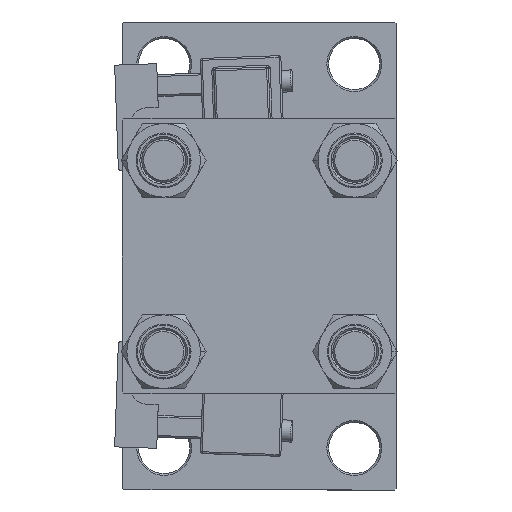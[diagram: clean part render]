
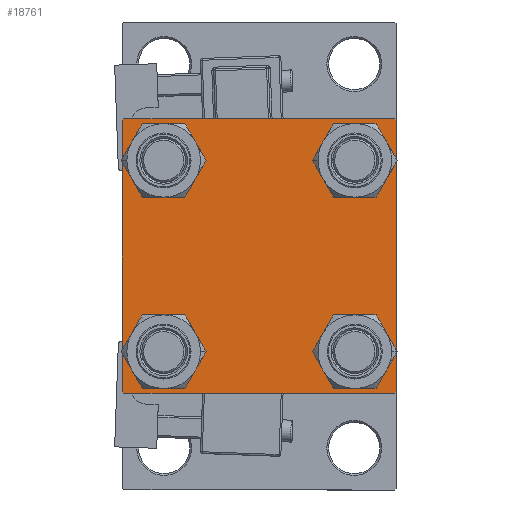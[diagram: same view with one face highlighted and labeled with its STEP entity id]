
A CAD part, left-side view. The second image highlights one B-rep face of the part: STEP entity #18761.
In plain terms, the highlighted planar face has unit normal (-1, 0, 0).
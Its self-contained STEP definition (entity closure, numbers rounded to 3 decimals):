
#49 = CIRCLE ( 'NONE', #34832, 6.5 ) ;
#67 = CARTESIAN_POINT ( 'NONE',  ( 0., 37.5, 37.5 ) ) ;
#168 = VERTEX_POINT ( 'NONE', #33763 ) ;
#477 = CIRCLE ( 'NONE', #26302, 6.5 ) ;
#1156 = AXIS2_PLACEMENT_3D ( 'NONE', #4116, #15986, #8152 ) ;
#1288 = DIRECTION ( 'NONE',  ( 0., 0., 1. ) ) ;
#1336 = LINE ( 'NONE', #9655, #28486 ) ;
#2503 = CARTESIAN_POINT ( 'NONE',  ( 0., 26.15, 19.65 ) ) ;
#2619 = EDGE_CURVE ( 'NONE', #46594, #168, #1336, .T. ) ;
#2669 = VERTEX_POINT ( 'NONE', #28345 ) ;
#3782 = VECTOR ( 'NONE', #45354, 1000. ) ;
#4116 = CARTESIAN_POINT ( 'NONE',  ( 0., -26.15, -26.15 ) ) ;
#4583 = DIRECTION ( 'NONE',  ( 0., 0., -1. ) ) ;
#4809 = CARTESIAN_POINT ( 'NONE',  ( 0., 37., 37.5 ) ) ;
#5974 = CIRCLE ( 'NONE', #30174, 6.5 ) ;
#6087 = DIRECTION ( 'NONE',  ( -1., 0., 0. ) ) ;
#6812 = VERTEX_POINT ( 'NONE', #25220 ) ;
#6971 = EDGE_LOOP ( 'NONE', ( #47442, #41554 ) ) ;
#7166 = LINE ( 'NONE', #26582, #43152 ) ;
#7203 = EDGE_CURVE ( 'NONE', #10522, #2669, #24524, .T. ) ;
#7342 = CARTESIAN_POINT ( 'NONE',  ( 0., 37.5, -37.5 ) ) ;
#7619 = EDGE_CURVE ( 'NONE', #41439, #34077, #39028, .T. ) ;
#8152 = DIRECTION ( 'NONE',  ( 0., 0., 1. ) ) ;
#8284 = DIRECTION ( 'NONE',  ( 0., 0., 1. ) ) ;
#8880 = ORIENTED_EDGE ( 'NONE', *, *, #43137, .T. ) ;
#9118 = PLANE ( 'NONE',  #26755 ) ;
#9371 = VECTOR ( 'NONE', #13123, 1000. ) ;
#9589 = LINE ( 'NONE', #18174, #9371 ) ;
#9655 = CARTESIAN_POINT ( 'NONE',  ( 0., 37.25, 37.25 ) ) ;
#9804 = VERTEX_POINT ( 'NONE', #12335 ) ;
#9837 = CARTESIAN_POINT ( 'NONE',  ( 0., 37., -37.5 ) ) ;
#10096 = CARTESIAN_POINT ( 'NONE',  ( 0., 26.15, 26.15 ) ) ;
#10522 = VERTEX_POINT ( 'NONE', #12973 ) ;
#10922 = VERTEX_POINT ( 'NONE', #15100 ) ;
#11433 = DIRECTION ( 'NONE',  ( 1., 0., 0. ) ) ;
#11656 = CARTESIAN_POINT ( 'NONE',  ( 0., 37.5, 37.5 ) ) ;
#12246 = ORIENTED_EDGE ( 'NONE', *, *, #46469, .T. ) ;
#12326 = CARTESIAN_POINT ( 'NONE',  ( 0., 26.15, -26.15 ) ) ;
#12335 = CARTESIAN_POINT ( 'NONE',  ( 0., -37., 37.5 ) ) ;
#12914 = VERTEX_POINT ( 'NONE', #9837 ) ;
#12973 = CARTESIAN_POINT ( 'NONE',  ( 0., 26.15, -32.65 ) ) ;
#13123 = DIRECTION ( 'NONE',  ( 0., 0.707, 0.707 ) ) ;
#13378 = EDGE_CURVE ( 'NONE', #25994, #44462, #46271, .T. ) ;
#13897 = DIRECTION ( 'NONE',  ( 0., 0., 1. ) ) ;
#14750 = LINE ( 'NONE', #67, #44636 ) ;
#15100 = CARTESIAN_POINT ( 'NONE',  ( 0., -37.5, 37. ) ) ;
#15559 = ORIENTED_EDGE ( 'NONE', *, *, #30011, .T. ) ;
#15986 = DIRECTION ( 'NONE',  ( 1., 0., 0. ) ) ;
#16371 = CIRCLE ( 'NONE', #42952, 6.5 ) ;
#16442 = FACE_BOUND ( 'NONE', #35361, .T. ) ;
#16465 = ORIENTED_EDGE ( 'NONE', *, *, #2619, .T. ) ;
#16891 = CARTESIAN_POINT ( 'NONE',  ( 0., -37., -37.5 ) ) ;
#17970 = EDGE_CURVE ( 'NONE', #2669, #10522, #49, .T. ) ;
#18174 = CARTESIAN_POINT ( 'NONE',  ( 0., -37.25, 37.25 ) ) ;
#18642 = ORIENTED_EDGE ( 'NONE', *, *, #32678, .T. ) ;
#18730 = CARTESIAN_POINT ( 'NONE',  ( 0., 26.15, 26.15 ) ) ;
#18761 = ADVANCED_FACE ( 'NONE', ( #16442, #32108, #47472, #28305, #43692 ), #9118, .T. ) ;
#19515 = CARTESIAN_POINT ( 'NONE',  ( 0., -26.15, -26.15 ) ) ;
#20230 = DIRECTION ( 'NONE',  ( 1., 0., 0. ) ) ;
#21064 = CARTESIAN_POINT ( 'NONE',  ( 0., -26.15, -32.65 ) ) ;
#21474 = DIRECTION ( 'NONE',  ( 0., 0., 1. ) ) ;
#21486 = AXIS2_PLACEMENT_3D ( 'NONE', #18730, #30828, #42672 ) ;
#21533 = ORIENTED_EDGE ( 'NONE', *, *, #13378, .T. ) ;
#21705 = VERTEX_POINT ( 'NONE', #46948 ) ;
#22250 = VECTOR ( 'NONE', #30644, 1000. ) ;
#23025 = LINE ( 'NONE', #11656, #41760 ) ;
#23325 = CARTESIAN_POINT ( 'NONE',  ( 0., -37.25, -37.25 ) ) ;
#23550 = CARTESIAN_POINT ( 'NONE',  ( 0., -37.5, 37.5 ) ) ;
#23906 = CARTESIAN_POINT ( 'NONE',  ( 0., -37.5, -37. ) ) ;
#24437 = CARTESIAN_POINT ( 'NONE',  ( 0., -26.15, -19.65 ) ) ;
#24523 = CARTESIAN_POINT ( 'NONE',  ( 0., 0., 0. ) ) ;
#24524 = CIRCLE ( 'NONE', #30206, 6.5 ) ;
#25220 = CARTESIAN_POINT ( 'NONE',  ( 0., 37.5, -37. ) ) ;
#25994 = VERTEX_POINT ( 'NONE', #16891 ) ;
#26302 = AXIS2_PLACEMENT_3D ( 'NONE', #10096, #33311, #29026 ) ;
#26582 = CARTESIAN_POINT ( 'NONE',  ( 0., 37.25, -37.25 ) ) ;
#26755 = AXIS2_PLACEMENT_3D ( 'NONE', #24523, #6087, #13897 ) ;
#27629 = EDGE_CURVE ( 'NONE', #6812, #12914, #7166, .T. ) ;
#27923 = AXIS2_PLACEMENT_3D ( 'NONE', #43687, #20230, #1288 ) ;
#28305 = FACE_BOUND ( 'NONE', #49895, .T. ) ;
#28345 = CARTESIAN_POINT ( 'NONE',  ( 0., 26.15, -19.65 ) ) ;
#28486 = VECTOR ( 'NONE', #48003, 1000. ) ;
#29026 = DIRECTION ( 'NONE',  ( 0., 0., 1. ) ) ;
#29972 = EDGE_LOOP ( 'NONE', ( #42160, #42092 ) ) ;
#30011 = EDGE_CURVE ( 'NONE', #47727, #41068, #32764, .T. ) ;
#30167 = DIRECTION ( 'NONE',  ( 0., -1., 0. ) ) ;
#30174 = AXIS2_PLACEMENT_3D ( 'NONE', #19515, #11433, #46985 ) ;
#30206 = AXIS2_PLACEMENT_3D ( 'NONE', #42786, #43043, #35724 ) ;
#30376 = ORIENTED_EDGE ( 'NONE', *, *, #32765, .T. ) ;
#30644 = DIRECTION ( 'NONE',  ( 0., 0., -1. ) ) ;
#30828 = DIRECTION ( 'NONE',  ( 1., 0., 0. ) ) ;
#31279 = CARTESIAN_POINT ( 'NONE',  ( 0., -26.15, 19.65 ) ) ;
#31783 = ORIENTED_EDGE ( 'NONE', *, *, #32317, .F. ) ;
#32108 = FACE_BOUND ( 'NONE', #29972, .T. ) ;
#32317 = EDGE_CURVE ( 'NONE', #10922, #44462, #45774, .T. ) ;
#32678 = EDGE_CURVE ( 'NONE', #41256, #21705, #477, .T. ) ;
#32764 = CIRCLE ( 'NONE', #27923, 6.5 ) ;
#32765 = EDGE_CURVE ( 'NONE', #10922, #9804, #9589, .T. ) ;
#33230 = EDGE_CURVE ( 'NONE', #21705, #41256, #47209, .T. ) ;
#33311 = DIRECTION ( 'NONE',  ( 1., 0., 0. ) ) ;
#33763 = CARTESIAN_POINT ( 'NONE',  ( 0., 37.5, 37. ) ) ;
#34077 = VERTEX_POINT ( 'NONE', #21064 ) ;
#34832 = AXIS2_PLACEMENT_3D ( 'NONE', #12326, #42859, #8284 ) ;
#35361 = EDGE_LOOP ( 'NONE', ( #8880, #15559 ) ) ;
#35700 = EDGE_LOOP ( 'NONE', ( #44377, #42179, #12246, #21533, #31783, #30376, #40311, #16465 ) ) ;
#35724 = DIRECTION ( 'NONE',  ( 0., 0., 1. ) ) ;
#36607 = CARTESIAN_POINT ( 'NONE',  ( 0., -26.15, 26.15 ) ) ;
#37111 = EDGE_CURVE ( 'NONE', #168, #6812, #23025, .T. ) ;
#39028 = CIRCLE ( 'NONE', #1156, 6.5 ) ;
#40311 = ORIENTED_EDGE ( 'NONE', *, *, #48397, .F. ) ;
#40636 = DIRECTION ( 'NONE',  ( 1., 0., 0. ) ) ;
#41068 = VERTEX_POINT ( 'NONE', #46194 ) ;
#41190 = LINE ( 'NONE', #7342, #47088 ) ;
#41256 = VERTEX_POINT ( 'NONE', #2503 ) ;
#41439 = VERTEX_POINT ( 'NONE', #24437 ) ;
#41554 = ORIENTED_EDGE ( 'NONE', *, *, #7203, .T. ) ;
#41697 = DIRECTION ( 'NONE',  ( 0., -1., 0. ) ) ;
#41760 = VECTOR ( 'NONE', #4583, 1000. ) ;
#41970 = ORIENTED_EDGE ( 'NONE', *, *, #33230, .T. ) ;
#42092 = ORIENTED_EDGE ( 'NONE', *, *, #45365, .T. ) ;
#42160 = ORIENTED_EDGE ( 'NONE', *, *, #7619, .T. ) ;
#42179 = ORIENTED_EDGE ( 'NONE', *, *, #27629, .T. ) ;
#42672 = DIRECTION ( 'NONE',  ( 0., 0., 1. ) ) ;
#42786 = CARTESIAN_POINT ( 'NONE',  ( 0., 26.15, -26.15 ) ) ;
#42859 = DIRECTION ( 'NONE',  ( 1., 0., 0. ) ) ;
#42952 = AXIS2_PLACEMENT_3D ( 'NONE', #36607, #40636, #21474 ) ;
#43043 = DIRECTION ( 'NONE',  ( 1., 0., 0. ) ) ;
#43137 = EDGE_CURVE ( 'NONE', #41068, #47727, #16371, .T. ) ;
#43152 = VECTOR ( 'NONE', #49774, 1000. ) ;
#43687 = CARTESIAN_POINT ( 'NONE',  ( 0., -26.15, 26.15 ) ) ;
#43692 = FACE_OUTER_BOUND ( 'NONE', #35700, .T. ) ;
#44377 = ORIENTED_EDGE ( 'NONE', *, *, #37111, .T. ) ;
#44462 = VERTEX_POINT ( 'NONE', #23906 ) ;
#44636 = VECTOR ( 'NONE', #30167, 1000. ) ;
#45354 = DIRECTION ( 'NONE',  ( 0., -0.707, 0.707 ) ) ;
#45365 = EDGE_CURVE ( 'NONE', #34077, #41439, #5974, .T. ) ;
#45774 = LINE ( 'NONE', #23550, #22250 ) ;
#46194 = CARTESIAN_POINT ( 'NONE',  ( 0., -26.15, 32.65 ) ) ;
#46271 = LINE ( 'NONE', #23325, #3782 ) ;
#46469 = EDGE_CURVE ( 'NONE', #12914, #25994, #41190, .T. ) ;
#46594 = VERTEX_POINT ( 'NONE', #4809 ) ;
#46948 = CARTESIAN_POINT ( 'NONE',  ( 0., 26.15, 32.65 ) ) ;
#46985 = DIRECTION ( 'NONE',  ( 0., 0., 1. ) ) ;
#47088 = VECTOR ( 'NONE', #41697, 1000. ) ;
#47209 = CIRCLE ( 'NONE', #21486, 6.5 ) ;
#47442 = ORIENTED_EDGE ( 'NONE', *, *, #17970, .T. ) ;
#47472 = FACE_BOUND ( 'NONE', #6971, .T. ) ;
#47727 = VERTEX_POINT ( 'NONE', #31279 ) ;
#48003 = DIRECTION ( 'NONE',  ( 0., 0.707, -0.707 ) ) ;
#48397 = EDGE_CURVE ( 'NONE', #46594, #9804, #14750, .T. ) ;
#49774 = DIRECTION ( 'NONE',  ( 0., -0.707, -0.707 ) ) ;
#49895 = EDGE_LOOP ( 'NONE', ( #41970, #18642 ) ) ;
